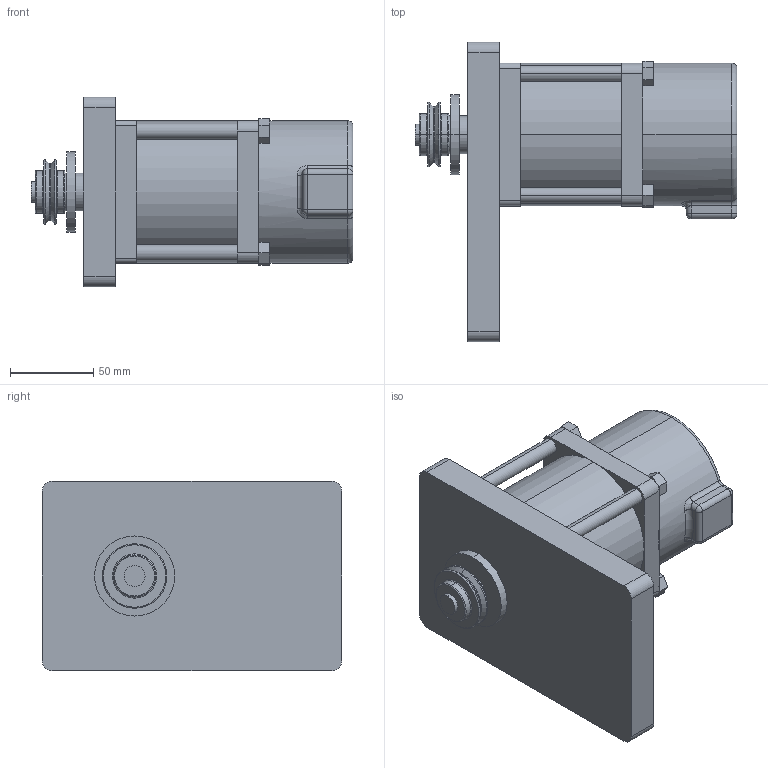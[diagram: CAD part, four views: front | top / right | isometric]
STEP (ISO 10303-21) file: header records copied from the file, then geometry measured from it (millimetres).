
FILE_DESCRIPTION (( 'STEP AP203' ), '1' );
FILE_NAME ('Control Motor Diff 1&2 Top.step', '2010-12-13T05:50:22', ( '' ), ( '' ), 'SwSTEP 2.0', 'SolidWorks 2010', '' );
FILE_SCHEMA (( 'CONFIG_CONTROL_DESIGN' ));
Length unit declared in the file: inch
Products named in the file (1): Control Motor Diff 1&2 Top
Bounding box: 193.8 x 180.34 x 114.3 mm (x, y, z)
Volume: 1312376.2 mm3; surface area: 111347.3 mm2
Topology: 1 solids, 1 shells, 148 faces, 352 edges, 210 vertices
Faces by surface type: plane 70, cylinder 46, torus 22, cone 4, sphere 4, bspline 2
Entity records: 5173 total; most frequent: CARTESIAN_POINT 1587, DIRECTION 786, ORIENTED_EDGE 696, EDGE_CURVE 348, AXIS2_PLACEMENT_3D 295, VERTEX_POINT 210, VECTOR 196, LINE 196
